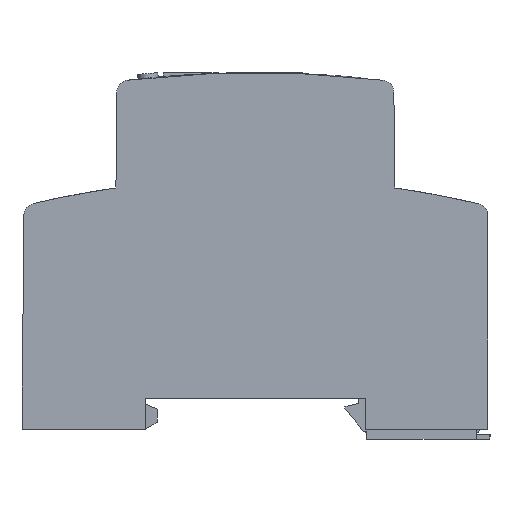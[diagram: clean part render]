
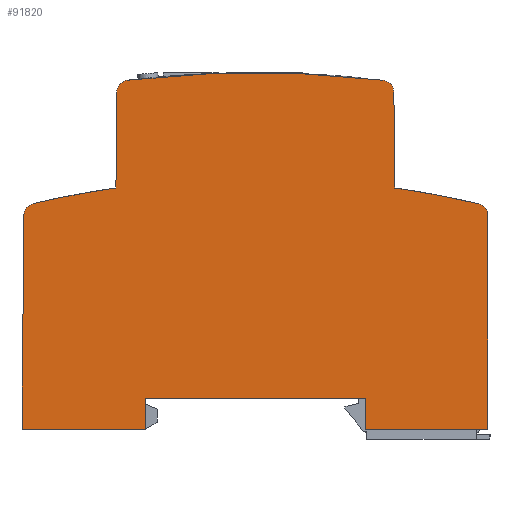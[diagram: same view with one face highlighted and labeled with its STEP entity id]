
A CAD part, left-side view. The second image highlights one B-rep face of the part: STEP entity #91820.
In plain terms, the highlighted face is planar.
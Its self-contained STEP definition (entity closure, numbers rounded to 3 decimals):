
#31650=CARTESIAN_POINT('',(45.021,21.056,-20.25));
#31660=DIRECTION('',(1.,0.,0.));
#31670=VECTOR('',#31660,1.);
#31680=LINE('',#31650,#31670);
#31690=CARTESIAN_POINT('',(51.591,21.056,-20.25));
#31700=VERTEX_POINT('',#31690);
#31710=CARTESIAN_POINT('',(87.091,21.056,-20.25));
#31720=VERTEX_POINT('',#31710);
#31730=EDGE_CURVE('',#31700,#31720,#31680,.T.);
#33660=CARTESIAN_POINT('',(87.091,16.056,-20.25));
#33670=VERTEX_POINT('',#33660);
#33700=CARTESIAN_POINT('',(87.091,55.264,-20.25));
#33710=DIRECTION('',(0.,-1.,0.));
#33720=VECTOR('',#33710,1.);
#33730=LINE('',#33700,#33720);
#33740=EDGE_CURVE('',#31720,#33670,#33730,.T.);
#35660=CARTESIAN_POINT('',(106.975,16.056,-20.25));
#35670=VERTEX_POINT('',#35660);
#35720=CARTESIAN_POINT('',(45.021,16.056,-20.25));
#35730=DIRECTION('',(1.,0.,0.));
#35740=VECTOR('',#35730,1.);
#35750=LINE('',#35720,#35740);
#35760=EDGE_CURVE('',#33670,#35670,#35750,.T.);
#39300=CARTESIAN_POINT('',(46.992,70.373,-20.25));
#39310=VERTEX_POINT('',#39300);
#39340=CARTESIAN_POINT('',(48.992,70.355,-20.25));
#39350=DIRECTION('',(0.,0.,1.));
#39360=DIRECTION('',(1.,0.,0.));
#39370=AXIS2_PLACEMENT_3D('',#39340,#39350,#39360);
#39380=CIRCLE('',#39370,2.);
#39390=CARTESIAN_POINT('',(48.757,72.341,-20.25));
#39400=VERTEX_POINT('',#39390);
#39410=EDGE_CURVE('',#39400,#39310,#39380,.T.);
#39630=CARTESIAN_POINT('',(106.674,50.52,-20.25));
#39640=VERTEX_POINT('',#39630);
#39670=CARTESIAN_POINT('',(106.633,55.264,-20.25));
#39680=DIRECTION('',(0.009,-1.,
0.));
#39690=VECTOR('',#39680,1.);
#39700=LINE('',#39670,#39690);
#39710=EDGE_CURVE('',#39640,#35670,#39700,.T.);
#40910=CARTESIAN_POINT('',(45.021,16.056,-20.25));
#40920=DIRECTION('',(1.,0.,0.));
#40930=VECTOR('',#40920,1.);
#40940=LINE('',#40910,#40930);
#40950=CARTESIAN_POINT('',(31.841,16.056,
-20.25));
#40960=VERTEX_POINT('',#40950);
#40970=CARTESIAN_POINT('',(51.591,16.056,-20.25));
#40980=VERTEX_POINT('',#40970);
#40990=EDGE_CURVE('',#40960,#40980,#40940,.T.);
#41360=CARTESIAN_POINT('',(31.841,50.463,
-20.25));
#41370=VERTEX_POINT('',#41360);
#41710=CARTESIAN_POINT('',(31.841,55.264,
-20.25));
#41720=DIRECTION('',(0.,1.,0.));
#41730=VECTOR('',#41720,1.);
#41740=LINE('',#41710,#41730);
#41750=EDGE_CURVE('',#40960,#41370,#41740,.T.);
#49960=CARTESIAN_POINT('',(51.591,55.264,-20.25));
#49970=DIRECTION('',(0.,-1.,0.));
#49980=VECTOR('',#49970,1.);
#49990=LINE('',#49960,#49980);
#50000=EDGE_CURVE('',#31700,#40980,#49990,.T.);
#53450=CARTESIAN_POINT('',(46.858,54.948,-20.25));
#53460=VERTEX_POINT('',#53450);
#53490=CARTESIAN_POINT('',(46.861,55.264,-20.25));
#53500=DIRECTION('',(-0.009,-1.,
0.));
#53510=VECTOR('',#53500,1.);
#53520=LINE('',#53490,#53510);
#53530=EDGE_CURVE('',#39310,#53460,#53520,.T.);
#57080=CARTESIAN_POINT('',(105.127,52.45,-20.25));
#57090=VERTEX_POINT('',#57080);
#57120=CARTESIAN_POINT('',(104.674,50.502,-20.25));
#57130=DIRECTION('',(0.,0.,-1.));
#57140=DIRECTION('',(-1.,0.,0.));
#57150=AXIS2_PLACEMENT_3D('',#57120,#57130,#57140);
#57160=CIRCLE('',#57150,2.);
#57170=EDGE_CURVE('',#57090,#39640,#57160,.T.);
#75500=CARTESIAN_POINT('',(33.386,52.411,
-20.25));
#75510=VERTEX_POINT('',#75500);
#75540=CARTESIAN_POINT('',(69.341,-101.444,-20.25));
#75550=DIRECTION('',(0.,0.,-1.));
#75560=DIRECTION('',(-1.,0.,0.));
#75570=AXIS2_PLACEMENT_3D('',#75540,#75550,#75560);
#75580=CIRCLE('',#75570,158.);
#75590=EDGE_CURVE('',#75510,#53460,#75580,.T.);
#77650=CARTESIAN_POINT('',(33.841,50.463,
-20.25));
#77660=DIRECTION('',(0.,0.,-1.));
#77670=DIRECTION('',(-1.,0.,0.));
#77680=AXIS2_PLACEMENT_3D('',#77650,#77660,#77670);
#77690=CIRCLE('',#77680,2.);
#77700=EDGE_CURVE('',#41370,#75510,#77690,.T.);
#91300=CARTESIAN_POINT('',(69.341,23.506,-20.25));
#91310=DIRECTION('',(0.,0.,-1.));
#91320=DIRECTION('',(-1.,0.,0.));
#91330=AXIS2_PLACEMENT_3D('',#91300,#91310,#91320);
#91340=PLANE('',#91330);
#91350=ORIENTED_EDGE('',*,*,#39410,.F.);
#91360=ORIENTED_EDGE('',*,*,#53530,.F.);
#91370=ORIENTED_EDGE('',*,*,#75590,.T.);
#91380=ORIENTED_EDGE('',*,*,#77700,.T.);
#91390=ORIENTED_EDGE('',*,*,#41750,.T.);
#91400=ORIENTED_EDGE('',*,*,#40990,.F.);
#91410=ORIENTED_EDGE('',*,*,#50000,.T.);
#91420=ORIENTED_EDGE('',*,*,#31730,.F.);
#91430=ORIENTED_EDGE('',*,*,#33740,.F.);
#91440=ORIENTED_EDGE('',*,*,#35760,.F.);
#91450=ORIENTED_EDGE('',*,*,#39710,.T.);
#91460=ORIENTED_EDGE('',*,*,#57170,.T.);
#91470=CARTESIAN_POINT('',(69.341,-101.444,-20.25));
#91480=DIRECTION('',(0.,0.,-1.));
#91490=DIRECTION('',(-1.,0.,0.));
#91500=AXIS2_PLACEMENT_3D('',#91470,#91480,#91490);
#91510=CIRCLE('',#91500,158.);
#91520=CARTESIAN_POINT('',(91.825,54.948,-20.25));
#91530=VERTEX_POINT('',#91520);
#91540=EDGE_CURVE('',#91530,#57090,#91510,.T.);
#91550=ORIENTED_EDGE('',*,*,#91540,.T.);
#91560=CARTESIAN_POINT('',(91.822,55.264,-20.25));
#91570=DIRECTION('',(-0.009,1.,
0.));
#91580=VECTOR('',#91570,1.);
#91590=LINE('',#91560,#91580);
#91600=CARTESIAN_POINT('',(91.69,70.373,-20.25));
#91610=VERTEX_POINT('',#91600);
#91620=EDGE_CURVE('',#91530,#91610,#91590,.T.);
#91630=ORIENTED_EDGE('',*,*,#91620,.F.);
#91640=CARTESIAN_POINT('',(89.69,70.355,-20.25));
#91650=DIRECTION('',(0.,0.,1.));
#91660=DIRECTION('',(1.,0.,0.));
#91670=AXIS2_PLACEMENT_3D('',#91640,#91650,#91660);
#91680=CIRCLE('',#91670,2.);
#91690=CARTESIAN_POINT('',(89.926,72.341,-20.25));
#91700=VERTEX_POINT('',#91690);
#91710=EDGE_CURVE('',#91610,#91700,#91680,.T.);
#91720=ORIENTED_EDGE('',*,*,#91710,.F.);
#91730=CARTESIAN_POINT('',(69.341,-101.444,-20.25));
#91740=DIRECTION('',(0.,0.,-1.));
#91750=DIRECTION('',(-1.,0.,0.));
#91760=AXIS2_PLACEMENT_3D('',#91730,#91740,#91750);
#91770=CIRCLE('',#91760,175.);
#91780=EDGE_CURVE('',#39400,#91700,#91770,.T.);
#91790=ORIENTED_EDGE('',*,*,#91780,.T.);
#91800=EDGE_LOOP('',(#91790,#91720,#91630,#91550,#91460,#91450,#91440,
#91430,#91420,#91410,#91400,#91390,#91380,#91370,#91360,#91350));
#91810=FACE_OUTER_BOUND('',#91800,.T.);
#91820=ADVANCED_FACE('',(#91810),#91340,.T.);
